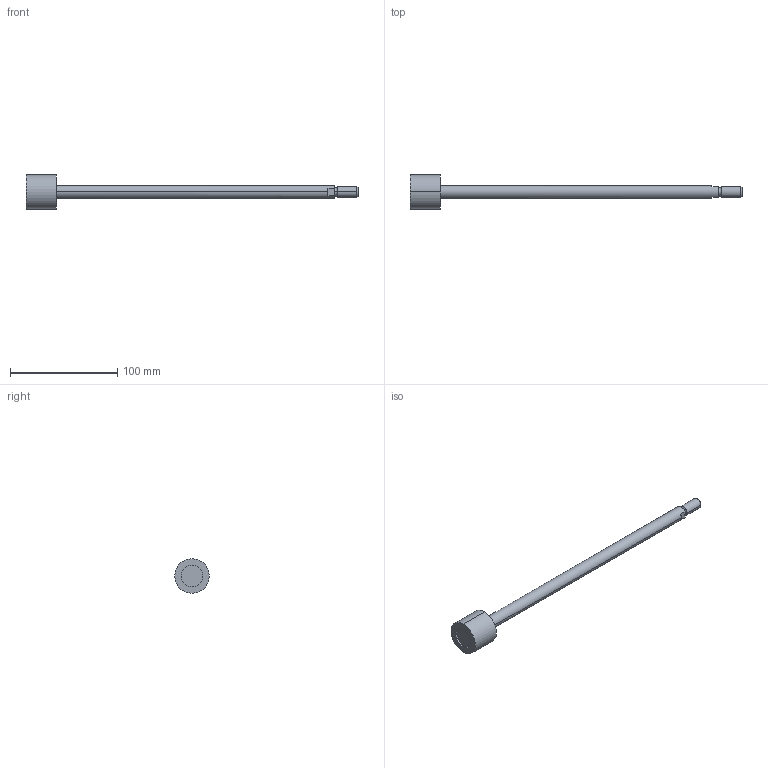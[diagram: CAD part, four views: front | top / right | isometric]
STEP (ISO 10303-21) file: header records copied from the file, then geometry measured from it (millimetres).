
FILE_DESCRIPTION (( 'STEP AP214' ), '1' );
FILE_NAME ('stroke200.STEP', '2020-02-02T10:54:04', ( '' ), ( '' ), 'SwSTEP 2.0', 'SolidWorks 2019', '' );
FILE_SCHEMA (( 'AUTOMOTIVE_DESIGN' ));
Length unit declared in the file: millimetre
Products named in the file (1): stroke200
Bounding box: 309.5 x 32 x 32 mm (x, y, z)
Volume: 52496.8 mm3; surface area: 15313.3 mm2
Topology: 2 solids, 2 shells, 26 faces, 54 edges, 34 vertices
Faces by surface type: plane 12, cylinder 10, bspline 2, cone 2
Entity records: 1177 total; most frequent: CARTESIAN_POINT 275, DIRECTION 132, ORIENTED_EDGE 108, AXIS2_PLACEMENT_3D 55, EDGE_CURVE 54, VERTEX_POINT 34, CIRCLE 30, UNCERTAINTY_MEASURE_WITH_UNIT 30
